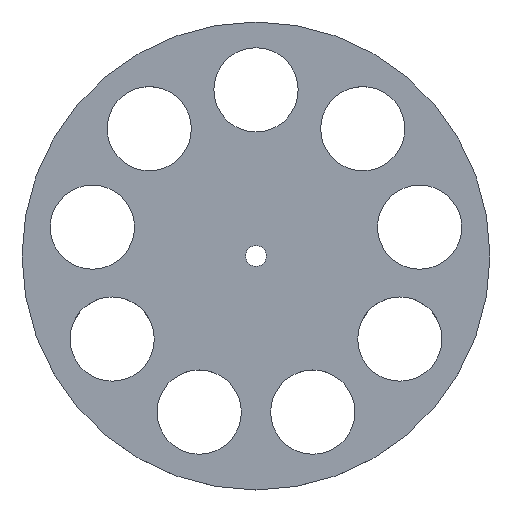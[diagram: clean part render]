
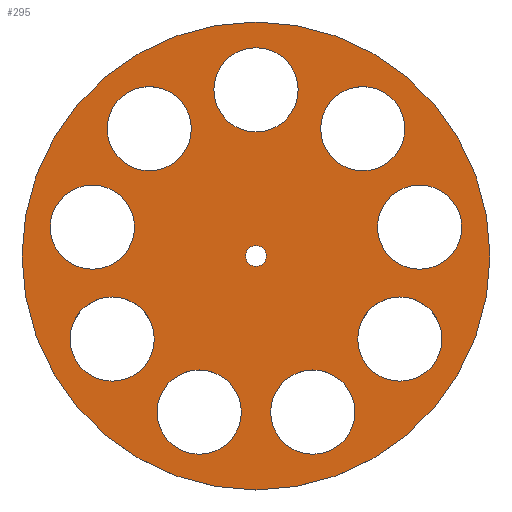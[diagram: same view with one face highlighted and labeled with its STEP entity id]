
A CAD part, top view. The second image highlights one B-rep face of the part: STEP entity #295.
In plain terms, the highlighted planar face has unit normal (0, 0, 1).
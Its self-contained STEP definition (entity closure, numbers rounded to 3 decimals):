
#16=FACE_BOUND('',#69,.T.);
#17=FACE_BOUND('',#70,.T.);
#18=FACE_BOUND('',#71,.T.);
#19=FACE_BOUND('',#72,.T.);
#20=FACE_BOUND('',#73,.T.);
#21=FACE_BOUND('',#74,.T.);
#22=FACE_BOUND('',#75,.T.);
#23=FACE_BOUND('',#76,.T.);
#24=FACE_BOUND('',#77,.T.);
#25=FACE_BOUND('',#78,.T.);
#37=PLANE('',#348);
#52=FACE_OUTER_BOUND('',#68,.T.);
#68=EDGE_LOOP('',(#248));
#69=EDGE_LOOP('',(#249));
#70=EDGE_LOOP('',(#250));
#71=EDGE_LOOP('',(#251));
#72=EDGE_LOOP('',(#252));
#73=EDGE_LOOP('',(#253));
#74=EDGE_LOOP('',(#254));
#75=EDGE_LOOP('',(#255));
#76=EDGE_LOOP('',(#256));
#77=EDGE_LOOP('',(#257));
#78=EDGE_LOOP('',(#258));
#114=CIRCLE('',#312,4.5);
#117=CIRCLE('',#316,18.);
#119=CIRCLE('',#319,18.);
#121=CIRCLE('',#322,18.);
#123=CIRCLE('',#325,18.);
#125=CIRCLE('',#328,18.);
#127=CIRCLE('',#331,18.);
#129=CIRCLE('',#334,18.);
#131=CIRCLE('',#337,18.);
#136=CIRCLE('',#345,18.);
#137=CIRCLE('',#347,100.);
#138=VERTEX_POINT('',#444);
#141=VERTEX_POINT('',#452);
#143=VERTEX_POINT('',#458);
#145=VERTEX_POINT('',#464);
#147=VERTEX_POINT('',#470);
#149=VERTEX_POINT('',#476);
#151=VERTEX_POINT('',#482);
#153=VERTEX_POINT('',#488);
#155=VERTEX_POINT('',#494);
#160=VERTEX_POINT('',#509);
#161=VERTEX_POINT('',#513);
#162=EDGE_CURVE('',#138,#138,#114,.T.);
#167=EDGE_CURVE('',#141,#141,#117,.T.);
#170=EDGE_CURVE('',#143,#143,#119,.T.);
#173=EDGE_CURVE('',#145,#145,#121,.T.);
#176=EDGE_CURVE('',#147,#147,#123,.T.);
#179=EDGE_CURVE('',#149,#149,#125,.T.);
#182=EDGE_CURVE('',#151,#151,#127,.T.);
#185=EDGE_CURVE('',#153,#153,#129,.T.);
#188=EDGE_CURVE('',#155,#155,#131,.T.);
#195=EDGE_CURVE('',#160,#160,#136,.T.);
#196=EDGE_CURVE('',#161,#161,#137,.T.);
#248=ORIENTED_EDGE('',*,*,#196,.T.);
#249=ORIENTED_EDGE('',*,*,#162,.T.);
#250=ORIENTED_EDGE('',*,*,#167,.T.);
#251=ORIENTED_EDGE('',*,*,#170,.T.);
#252=ORIENTED_EDGE('',*,*,#173,.T.);
#253=ORIENTED_EDGE('',*,*,#176,.T.);
#254=ORIENTED_EDGE('',*,*,#179,.T.);
#255=ORIENTED_EDGE('',*,*,#182,.T.);
#256=ORIENTED_EDGE('',*,*,#195,.T.);
#257=ORIENTED_EDGE('',*,*,#185,.T.);
#258=ORIENTED_EDGE('',*,*,#188,.T.);
#295=ADVANCED_FACE('',(#52,#16,#17,#18,#19,#20,#21,#22,#23,#24,#25),#37,
 .T.);
#312=AXIS2_PLACEMENT_3D('',#445,#354,#355);
#316=AXIS2_PLACEMENT_3D('',#454,#364,#365);
#319=AXIS2_PLACEMENT_3D('',#460,#371,#372);
#322=AXIS2_PLACEMENT_3D('',#466,#378,#379);
#325=AXIS2_PLACEMENT_3D('',#472,#385,#386);
#328=AXIS2_PLACEMENT_3D('',#478,#392,#393);
#331=AXIS2_PLACEMENT_3D('',#484,#399,#400);
#334=AXIS2_PLACEMENT_3D('',#490,#406,#407);
#337=AXIS2_PLACEMENT_3D('',#496,#413,#414);
#345=AXIS2_PLACEMENT_3D('',#511,#431,#432);
#347=AXIS2_PLACEMENT_3D('',#514,#435,#436);
#348=AXIS2_PLACEMENT_3D('',#516,#438,#439);
#354=DIRECTION('center_axis',(0.,0.,-1.));
#355=DIRECTION('ref_axis',(-1.,0.,0.));
#364=DIRECTION('center_axis',(0.,0.,-1.));
#365=DIRECTION('ref_axis',(-0.5,0.866,0.));
#371=DIRECTION('center_axis',(0.,0.,-1.));
#372=DIRECTION('ref_axis',(-0.5,-0.866,0.));
#378=DIRECTION('center_axis',(0.,0.,-1.));
#379=DIRECTION('ref_axis',(-0.94,-0.342,0.));
#385=DIRECTION('center_axis',(0.,0.,-1.));
#386=DIRECTION('ref_axis',(0.174,0.985,0.));
#392=DIRECTION('center_axis',(0.,0.,-1.));
#393=DIRECTION('ref_axis',(1.,0.,0.));
#399=DIRECTION('center_axis',(0.,0.,-1.));
#400=DIRECTION('ref_axis',(1.,0.,0.));
#406=DIRECTION('center_axis',(0.,0.,-1.));
#407=DIRECTION('ref_axis',(0.766,0.643,0.));
#413=DIRECTION('center_axis',(0.,0.,-1.));
#414=DIRECTION('ref_axis',(1.,0.,0.));
#431=DIRECTION('center_axis',(0.,0.,-1.));
#432=DIRECTION('ref_axis',(-0.94,0.342,0.));
#435=DIRECTION('center_axis',(0.,0.,1.));
#436=DIRECTION('ref_axis',(1.,0.,0.));
#438=DIRECTION('center_axis',(0.,0.,1.));
#439=DIRECTION('ref_axis',(1.,0.,0.));
#444=CARTESIAN_POINT('',(4.5,0.,10.));
#445=CARTESIAN_POINT('Origin',(0.,0.,
10.));
#452=CARTESIAN_POINT('',(-52.488,-51.088,10.));
#454=CARTESIAN_POINT('Origin',(-61.488,-35.5,10.));
#458=CARTESIAN_POINT('',(70.488,-19.912,10.));
#460=CARTESIAN_POINT('Origin',(61.488,-35.5,10.));
#464=CARTESIAN_POINT('',(41.198,-60.562,10.));
#466=CARTESIAN_POINT('Origin',(24.283,-66.718,10.));
#470=CARTESIAN_POINT('',(-73.047,-5.398,10.));
#472=CARTESIAN_POINT('Origin',(-69.921,12.329,10.));
#476=CARTESIAN_POINT('',(51.921,12.329,10.));
#478=CARTESIAN_POINT('Origin',(69.921,12.329,10.));
#482=CARTESIAN_POINT('',(-18.,71.,10.));
#484=CARTESIAN_POINT('Origin',(0.,71.,10.));
#488=CARTESIAN_POINT('',(-59.427,42.819,10.));
#490=CARTESIAN_POINT('Origin',(-45.638,54.389,10.));
#494=CARTESIAN_POINT('',(27.638,54.389,10.));
#496=CARTESIAN_POINT('Origin',(45.638,54.389,10.));
#509=CARTESIAN_POINT('',(-7.369,-72.875,10.));
#511=CARTESIAN_POINT('Origin',(-24.283,-66.718,10.));
#513=CARTESIAN_POINT('',(-100.,0.,10.));
#514=CARTESIAN_POINT('Origin',(0.,0.,10.));
#516=CARTESIAN_POINT('Origin',(0.,0.,10.));
